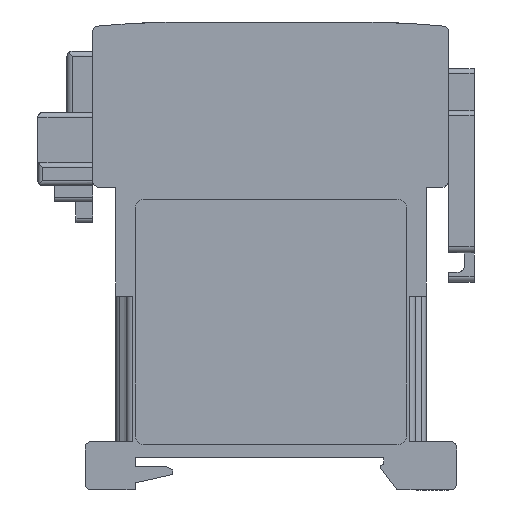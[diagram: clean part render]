
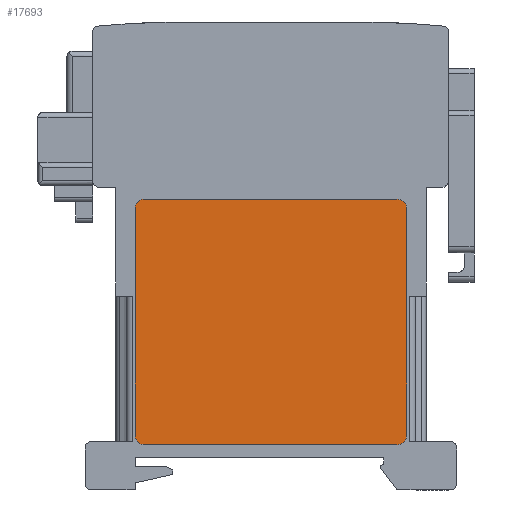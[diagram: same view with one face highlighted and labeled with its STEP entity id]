
A CAD part, left-side view. The second image highlights one B-rep face of the part: STEP entity #17693.
In plain terms, the highlighted planar face has unit normal (-1, 0, 0).
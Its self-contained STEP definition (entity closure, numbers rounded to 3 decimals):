
#93 = CIRCLE ( 'NONE', #4456, 1.5 ) ;
#1104 = VERTEX_POINT ( 'NONE', #37703 ) ;
#1122 = VERTEX_POINT ( 'NONE', #29186 ) ;
#1214 = CIRCLE ( 'NONE', #29064, 1.5 ) ;
#1673 = CARTESIAN_POINT ( 'NONE',  ( -22.7, 19.5, 43.5 ) ) ;
#2448 = CARTESIAN_POINT ( 'NONE',  ( -22.7, 21., 43.5 ) ) ;
#3465 = CIRCLE ( 'NONE', #5214, 1.5 ) ;
#3810 = DIRECTION ( 'NONE',  ( -1., 0., 0. ) ) ;
#4196 = FACE_OUTER_BOUND ( 'NONE', #5180, .T. ) ;
#4456 = AXIS2_PLACEMENT_3D ( 'NONE', #12610, #10314, #10186 ) ;
#5180 = EDGE_LOOP ( 'NONE', ( #6353, #10142, #20821, #24280, #33474, #34416, #35467, #9072 ) ) ;
#5214 = AXIS2_PLACEMENT_3D ( 'NONE', #17505, #17356, #17227 ) ;
#6245 = LINE ( 'NONE', #38707, #37252 ) ;
#6353 = ORIENTED_EDGE ( 'NONE', *, *, #7475, .F. ) ;
#7360 = VERTEX_POINT ( 'NONE', #2448 ) ;
#7475 = EDGE_CURVE ( 'NONE', #19714, #26143, #1214, .T. ) ;
#7513 = CARTESIAN_POINT ( 'NONE',  ( -22.7, -21., 43.5 ) ) ;
#7580 = EDGE_CURVE ( 'NONE', #1122, #19714, #22916, .T. ) ;
#7654 = EDGE_CURVE ( 'NONE', #7360, #1122, #8187, .T. ) ;
#7711 = EDGE_CURVE ( 'NONE', #22743, #7360, #20570, .T. ) ;
#7763 = EDGE_CURVE ( 'NONE', #20020, #22743, #3465, .T. ) ;
#7943 = EDGE_CURVE ( 'NONE', #1104, #20020, #16245, .T. ) ;
#7950 = EDGE_CURVE ( 'NONE', #19855, #1104, #93, .T. ) ;
#8187 = CIRCLE ( 'NONE', #32308, 1.5 ) ;
#8236 = EDGE_CURVE ( 'NONE', #26143, #19855, #6245, .T. ) ;
#9072 = ORIENTED_EDGE ( 'NONE', *, *, #8236, .F. ) ;
#9752 = PLANE ( 'NONE',  #26479 ) ;
#10142 = ORIENTED_EDGE ( 'NONE', *, *, #7580, .F. ) ;
#10186 = DIRECTION ( 'NONE',  ( 0., -1., 0. ) ) ;
#10314 = DIRECTION ( 'NONE',  ( 1., 0., 0. ) ) ;
#10567 = DIRECTION ( 'NONE',  ( 0., -1., 0. ) ) ;
#10823 = CARTESIAN_POINT ( 'NONE',  ( -22.7, -19.5, 45. ) ) ;
#12610 = CARTESIAN_POINT ( 'NONE',  ( -22.7, -19.5, 8.5 ) ) ;
#14014 = DIRECTION ( 'NONE',  ( 1., 0., 0. ) ) ;
#15795 = DIRECTION ( 'NONE',  ( 0., 1., 0. ) ) ;
#16245 = LINE ( 'NONE', #19382, #30439 ) ;
#17227 = DIRECTION ( 'NONE',  ( 0., -1., 0. ) ) ;
#17356 = DIRECTION ( 'NONE',  ( 1., 0., 0. ) ) ;
#17505 = CARTESIAN_POINT ( 'NONE',  ( -22.7, 19.5, 8.5 ) ) ;
#17693 = ADVANCED_FACE ( 'NONE', ( #4196 ), #9752, .T. ) ;
#19382 = CARTESIAN_POINT ( 'NONE',  ( -22.7, 19.5, 7. ) ) ;
#19714 = VERTEX_POINT ( 'NONE', #31023 ) ;
#19855 = VERTEX_POINT ( 'NONE', #37784 ) ;
#20020 = VERTEX_POINT ( 'NONE', #23612 ) ;
#20535 = DIRECTION ( 'NONE',  ( 0., 0., -1. ) ) ;
#20570 = LINE ( 'NONE', #29247, #28573 ) ;
#20821 = ORIENTED_EDGE ( 'NONE', *, *, #7654, .F. ) ;
#21972 = CARTESIAN_POINT ( 'NONE',  ( -22.7, 19.5, 43.5 ) ) ;
#22466 = CARTESIAN_POINT ( 'NONE',  ( -22.7, 21., 8.5 ) ) ;
#22743 = VERTEX_POINT ( 'NONE', #22466 ) ;
#22916 = LINE ( 'NONE', #10823, #30957 ) ;
#23612 = CARTESIAN_POINT ( 'NONE',  ( -22.7, 19.5, 7. ) ) ;
#24280 = ORIENTED_EDGE ( 'NONE', *, *, #7711, .F. ) ;
#24969 = DIRECTION ( 'NONE',  ( 0., -1., 0. ) ) ;
#26143 = VERTEX_POINT ( 'NONE', #7513 ) ;
#26479 = AXIS2_PLACEMENT_3D ( 'NONE', #21972, #3810, #24969 ) ;
#26576 = DIRECTION ( 'NONE',  ( 0., 0., 1. ) ) ;
#28573 = VECTOR ( 'NONE', #26576, 1000. ) ;
#29064 = AXIS2_PLACEMENT_3D ( 'NONE', #32245, #32111, #31984 ) ;
#29186 = CARTESIAN_POINT ( 'NONE',  ( -22.7, 19.5, 45. ) ) ;
#29247 = CARTESIAN_POINT ( 'NONE',  ( -22.7, 21., 43.5 ) ) ;
#30439 = VECTOR ( 'NONE', #15795, 1000. ) ;
#30957 = VECTOR ( 'NONE', #10567, 1000. ) ;
#31023 = CARTESIAN_POINT ( 'NONE',  ( -22.7, -19.5, 45. ) ) ;
#31984 = DIRECTION ( 'NONE',  ( 0., -1., 0. ) ) ;
#32111 = DIRECTION ( 'NONE',  ( 1., 0., 0. ) ) ;
#32245 = CARTESIAN_POINT ( 'NONE',  ( -22.7, -19.5, 43.5 ) ) ;
#32308 = AXIS2_PLACEMENT_3D ( 'NONE', #1673, #14014, #38486 ) ;
#33474 = ORIENTED_EDGE ( 'NONE', *, *, #7763, .F. ) ;
#34416 = ORIENTED_EDGE ( 'NONE', *, *, #7943, .F. ) ;
#35467 = ORIENTED_EDGE ( 'NONE', *, *, #7950, .F. ) ;
#37252 = VECTOR ( 'NONE', #20535, 1000. ) ;
#37703 = CARTESIAN_POINT ( 'NONE',  ( -22.7, -19.5, 7. ) ) ;
#37784 = CARTESIAN_POINT ( 'NONE',  ( -22.7, -21., 8.5 ) ) ;
#38486 = DIRECTION ( 'NONE',  ( 0., -1., 0. ) ) ;
#38707 = CARTESIAN_POINT ( 'NONE',  ( -22.7, -21., 8.5 ) ) ;
